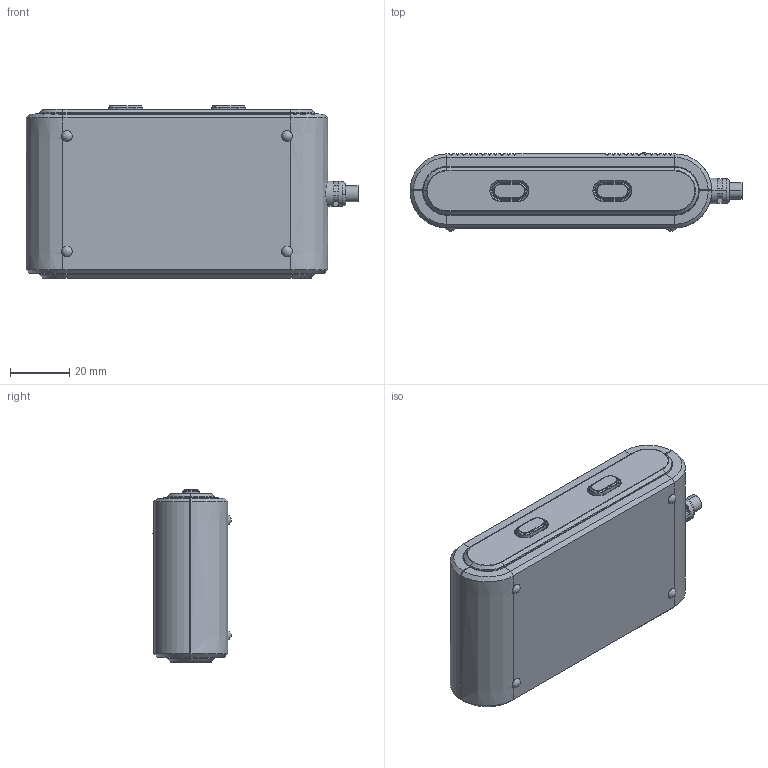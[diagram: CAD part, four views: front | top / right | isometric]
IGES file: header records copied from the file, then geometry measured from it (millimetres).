
Start section: SolidWorks IGES file using analytic representation for surfaces
Global section: file name: Receiver.IGS; native system: SolidWorks 2014; preprocessor: SolidWorks 2014; author: Rohlfing; date: 140714.142247; units: millimetre
Bounding box: 112.2 x 26.5 x 58.2 mm (x, y, z)
Surface area: 18814.4 mm2 (no closed solid volume)
Topology: 0 solids, 0 shells, 317 faces, 3404 edges, 3400 vertices
Faces by surface type: bspline 163, revolution 154
